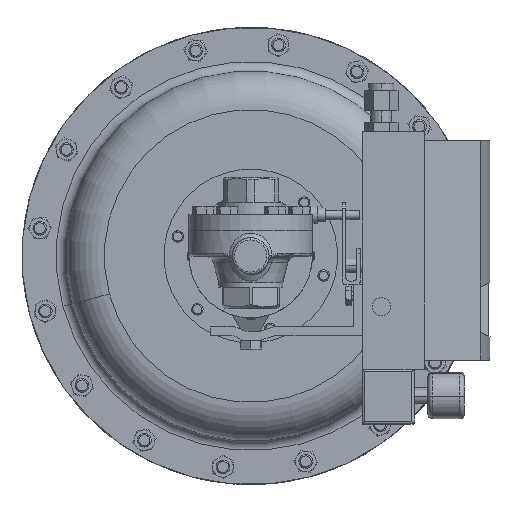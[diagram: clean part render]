
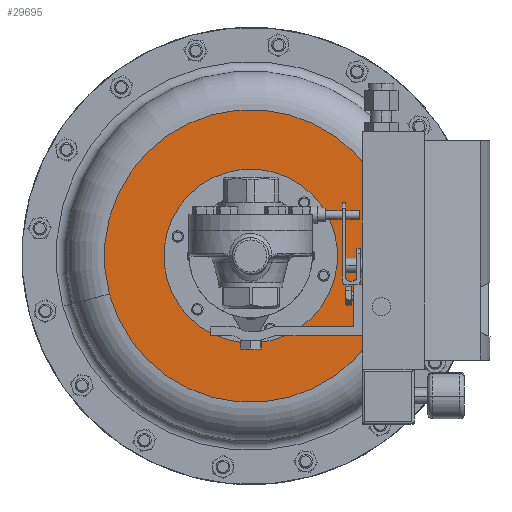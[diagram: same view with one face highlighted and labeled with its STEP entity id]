
A CAD part, front view. The second image highlights one B-rep face of the part: STEP entity #29695.
In plain terms, the highlighted planar face has unit normal (0, -1, 0).
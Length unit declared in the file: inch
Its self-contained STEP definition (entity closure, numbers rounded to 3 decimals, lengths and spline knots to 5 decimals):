
#294 = PLANE ( 'NONE',  #32055 ) ;
#586 = EDGE_CURVE ( 'NONE', #32210, #23732, #21035, .T. ) ;
#2874 = VERTEX_POINT ( 'NONE', #5458 ) ;
#3390 = CARTESIAN_POINT ( 'NONE',  ( 1.91568, 9.06226, 3.3926 ) ) ;
#3435 = CARTESIAN_POINT ( 'NONE',  ( 5.77938, 9.06226, 4.42788 ) ) ;
#3458 = FACE_BOUND ( 'NONE', #8934, .T. ) ;
#4844 = EDGE_CURVE ( 'NONE', #33399, #2874, #25516, .T. ) ;
#4946 = DIRECTION ( 'NONE',  ( -0.707, 0., 0.707 ) ) ;
#5458 = CARTESIAN_POINT ( 'NONE',  ( 0.2363, 9.06226, 5.07198 ) ) ;
#5635 = DIRECTION ( 'NONE',  ( 0., 1., 0. ) ) ;
#5793 = DIRECTION ( 'NONE',  ( 0.966, 0., 0.259 ) ) ;
#6143 = DIRECTION ( 'NONE',  ( -0.966, 0., -0.259 ) ) ;
#7717 = ORIENTED_EDGE ( 'NONE', *, *, #4844, .T. ) ;
#8934 = EDGE_LOOP ( 'NONE', ( #7717, #17589 ) ) ;
#10102 = EDGE_LOOP ( 'NONE', ( #30997, #15921 ) ) ;
#10994 = AXIS2_PLACEMENT_3D ( 'NONE', #18175, #20903, #20097 ) ;
#12090 = CIRCLE ( 'NONE', #12350, 4. ) ;
#12123 = CARTESIAN_POINT ( 'NONE',  ( 1.91568, 9.06226, 3.3926 ) ) ;
#12350 = AXIS2_PLACEMENT_3D ( 'NONE', #3390, #22399, #6143 ) ;
#15741 = DIRECTION ( 'NONE',  ( 0., 1., 0. ) ) ;
#15844 = CARTESIAN_POINT ( 'NONE',  ( 1.91568, 9.06226, 3.3926 ) ) ;
#15921 = ORIENTED_EDGE ( 'NONE', *, *, #16273, .F. ) ;
#16114 = EDGE_CURVE ( 'NONE', #2874, #33399, #20213, .T. ) ;
#16273 = EDGE_CURVE ( 'NONE', #23732, #32210, #12090, .T. ) ;
#17589 = ORIENTED_EDGE ( 'NONE', *, *, #16114, .T. ) ;
#18175 = CARTESIAN_POINT ( 'NONE',  ( 1.91568, 9.06226, 3.3926 ) ) ;
#19366 = CARTESIAN_POINT ( 'NONE',  ( 0.8804, 9.06226, 7.2563 ) ) ;
#20097 = DIRECTION ( 'NONE',  ( -0.966, 0., -0.259 ) ) ;
#20213 = CIRCLE ( 'NONE', #23950, 2.375 ) ;
#20903 = DIRECTION ( 'NONE',  ( 0., 1., 0. ) ) ;
#21035 = CIRCLE ( 'NONE', #10994, 4. ) ;
#22056 = DIRECTION ( 'NONE',  ( 0., -1., 0. ) ) ;
#22399 = DIRECTION ( 'NONE',  ( 0., 1., 0. ) ) ;
#23732 = VERTEX_POINT ( 'NONE', #3435 ) ;
#23950 = AXIS2_PLACEMENT_3D ( 'NONE', #12123, #15741, #34566 ) ;
#25516 = CIRCLE ( 'NONE', #31569, 2.375 ) ;
#26823 = CARTESIAN_POINT ( 'NONE',  ( -1.94802, 9.06226, 2.35732 ) ) ;
#29695 = ADVANCED_FACE ( 'NONE', ( #30539, #3458 ), #294, .T. ) ;
#30539 = FACE_OUTER_BOUND ( 'NONE', #10102, .T. ) ;
#30997 = ORIENTED_EDGE ( 'NONE', *, *, #586, .F. ) ;
#31569 = AXIS2_PLACEMENT_3D ( 'NONE', #15844, #5635, #4946 ) ;
#32055 = AXIS2_PLACEMENT_3D ( 'NONE', #19366, #22056, #5793 ) ;
#32210 = VERTEX_POINT ( 'NONE', #26823 ) ;
#33399 = VERTEX_POINT ( 'NONE', #34910 ) ;
#34566 = DIRECTION ( 'NONE',  ( -0.707, 0., 0.707 ) ) ;
#34910 = CARTESIAN_POINT ( 'NONE',  ( 3.59506, 9.06226, 1.71322 ) ) ;
